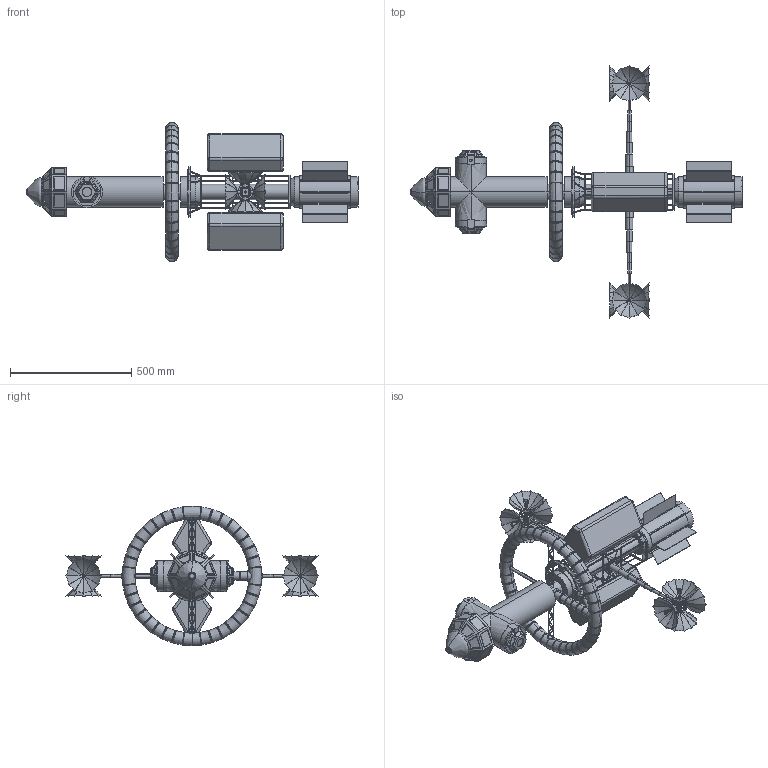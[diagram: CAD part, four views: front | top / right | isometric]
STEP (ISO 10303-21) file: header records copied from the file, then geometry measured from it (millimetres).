
FILE_DESCRIPTION(('FreeCAD Model'),'2;1');
FILE_NAME('Open CASCADE Shape Model','2025-04-26T15:50:23',('FreeCAD'),( 'FreeCAD'),'Open CASCADE STEP processor 7.6','FreeCAD','Unknown');
FILE_SCHEMA(('AUTOMOTIVE_DESIGN { 1 0 10303 214 1 1 1 1 }'));
Products named in the file (1): Open CASCADE STEP translator 7.6 1
Bounding box: 1370.31 x 1041.06 x 574.85 mm (x, y, z)
Volume: 32146513.7 mm3; surface area: 2606340.7 mm2
Topology: 265 solids, 265 shells, 3286 faces, 8136 edges, 5278 vertices
Faces by surface type: bspline 3286
Entity records: 284085 total; most frequent: CARTESIAN_POINT 236163, ORIENTED_EDGE 16248, EDGE_CURVE 8124, B_SPLINE_CURVE_WITH_KNOTS 5453, VERTEX_POINT 5278, FACE_BOUND 3632, EDGE_LOOP 3632, ADVANCED_FACE 3286
